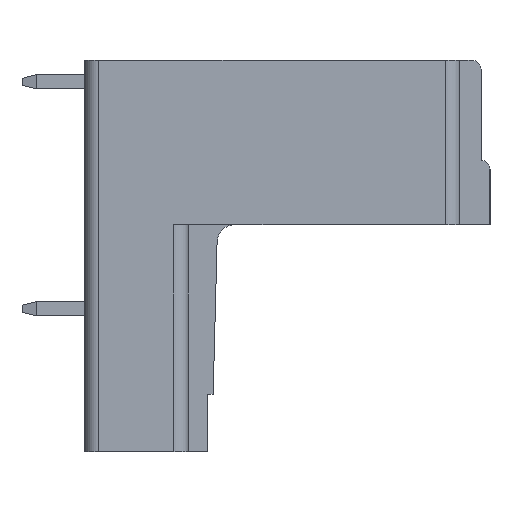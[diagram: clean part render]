
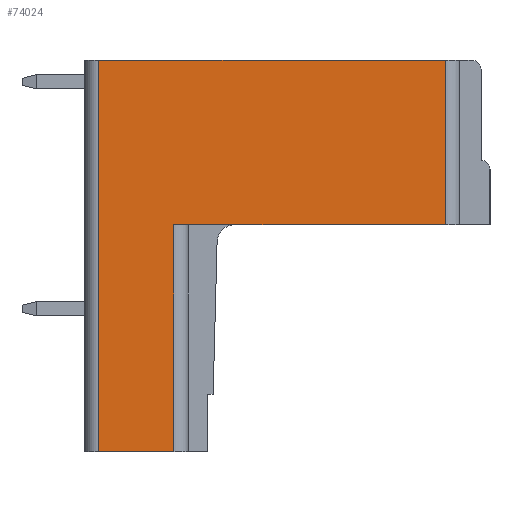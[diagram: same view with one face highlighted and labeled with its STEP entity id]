
A CAD part, left-side view. The second image highlights one B-rep face of the part: STEP entity #74024.
In plain terms, the highlighted planar face has unit normal (-1, 0, 0).
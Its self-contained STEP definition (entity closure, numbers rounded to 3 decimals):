
#1616=DIRECTION('',(0.,-1.,0.));
#1617=VECTOR('',#1616,15.2);
#1618=CARTESIAN_POINT('',(-82.9,6.4,0.));
#1619=LINE('',#1618,#1617);
#17868=DIRECTION('',(0.,0.,1.));
#17869=VECTOR('',#17868,12.7);
#17870=CARTESIAN_POINT('',(-82.9,6.4,-12.7));
#17871=LINE('',#17870,#17869);
#17872=DIRECTION('',(0.,1.,0.));
#17873=VECTOR('',#17872,4.2);
#17874=CARTESIAN_POINT('',(-82.9,6.4,-12.7));
#17875=LINE('',#17874,#17873);
#17876=DIRECTION('',(0.,0.,1.));
#17877=VECTOR('',#17876,21.9);
#17878=CARTESIAN_POINT('',(-82.9,10.6,-12.7));
#17879=LINE('',#17878,#17877);
#17880=DIRECTION('',(0.,-1.,0.));
#17881=VECTOR('',#17880,19.4);
#17882=CARTESIAN_POINT('',(-82.9,10.6,9.2));
#17883=LINE('',#17882,#17881);
#21486=DIRECTION('',(0.,0.,1.));
#21487=VECTOR('',#21486,9.2);
#21488=CARTESIAN_POINT('',(-82.9,-8.8,0.));
#21489=LINE('',#21488,#21487);
#49711=CARTESIAN_POINT('',(-82.9,10.6,-12.7));
#49713=VERTEX_POINT('',#49711);
#49723=CARTESIAN_POINT('',(-82.9,10.6,9.2));
#49725=VERTEX_POINT('',#49723);
#49726=CARTESIAN_POINT('',(-82.9,-8.8,9.2));
#49728=VERTEX_POINT('',#49726);
#49750=CARTESIAN_POINT('',(-82.9,-8.8,0.));
#49752=VERTEX_POINT('',#49750);
#49765=CARTESIAN_POINT('',(-82.9,6.4,0.));
#49767=VERTEX_POINT('',#49765);
#49768=CARTESIAN_POINT('',(-82.9,6.4,-12.7));
#49770=VERTEX_POINT('',#49768);
#74009=CARTESIAN_POINT('',(-82.9,10.6,-12.7));
#74010=DIRECTION('',(1.,0.,0.));
#74011=DIRECTION('',(0.,-1.,0.));
#74012=AXIS2_PLACEMENT_3D('',#74009,#74010,#74011);
#74013=PLANE('',#74012);
#74014=ORIENTED_EDGE('',*,*,#50582,.F.);
#74015=ORIENTED_EDGE('',*,*,#74004,.F.);
#74016=ORIENTED_EDGE('',*,*,#49799,.T.);
#74018=ORIENTED_EDGE('',*,*,#74017,.T.);
#74019=ORIENTED_EDGE('',*,*,#50515,.T.);
#74021=ORIENTED_EDGE('',*,*,#74020,.F.);
#74022=EDGE_LOOP('',(#74014,#74015,#74016,#74018,#74019,#74021));
#74023=FACE_OUTER_BOUND('',#74022,.F.);
#74024=ADVANCED_FACE('',(#74023),#74013,.F.);
#49799=EDGE_CURVE('',#49770,#49713,#17875,.T.);
#50515=EDGE_CURVE('',#49725,#49728,#17883,.T.);
#50582=EDGE_CURVE('',#49767,#49752,#1619,.T.);
#74004=EDGE_CURVE('',#49770,#49767,#17871,.T.);
#74017=EDGE_CURVE('',#49713,#49725,#17879,.T.);
#74020=EDGE_CURVE('',#49752,#49728,#21489,.T.);
